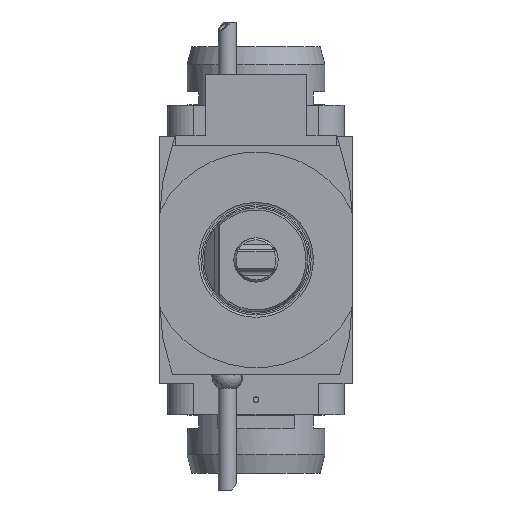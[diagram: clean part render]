
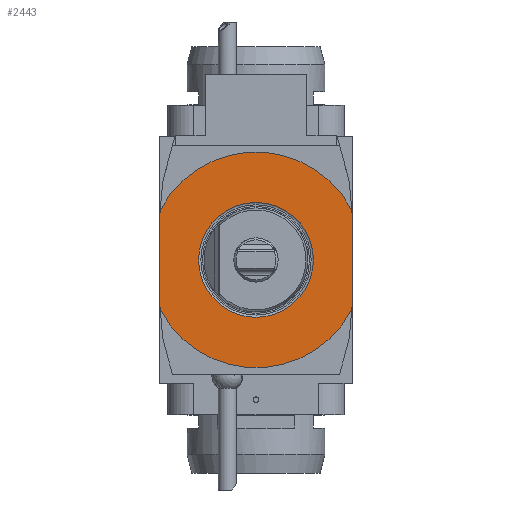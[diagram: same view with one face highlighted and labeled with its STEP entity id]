
A CAD part, front view. The second image highlights one B-rep face of the part: STEP entity #2443.
In plain terms, the highlighted planar face has unit normal (0, -1, 0).
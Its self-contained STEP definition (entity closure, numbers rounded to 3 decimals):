
#156 = AXIS2_PLACEMENT_3D ( 'NONE', #21709, #3426, #9033 ) ;
#356 = VERTEX_POINT ( 'NONE', #1089 ) ;
#963 = VECTOR ( 'NONE', #7154, 1000. ) ;
#1042 = CARTESIAN_POINT ( 'NONE',  ( 37., -100., 17.21 ) ) ;
#1070 = EDGE_CURVE ( 'NONE', #13067, #19523, #8543, .T. ) ;
#1089 = CARTESIAN_POINT ( 'NONE',  ( -37., -100., -17.21 ) ) ;
#1263 = DIRECTION ( 'NONE',  ( 0.087, 0., -0.996 ) ) ;
#1706 = CARTESIAN_POINT ( 'NONE',  ( 0., -100., 22.095 ) ) ;
#2104 = CARTESIAN_POINT ( 'NONE',  ( 0., -100., 0. ) ) ;
#2443 = ADVANCED_FACE ( 'Defeature completata1_128', ( #12352, #19705 ), #14249, .F. ) ;
#2833 = CARTESIAN_POINT ( 'NONE',  ( 35.867, -100., 30.155 ) ) ;
#3203 = EDGE_CURVE ( 'NONE', #23127, #356, #18495, .T. ) ;
#3246 = VERTEX_POINT ( 'NONE', #20428 ) ;
#3426 = DIRECTION ( 'NONE',  ( 0., 1., 0. ) ) ;
#3464 = EDGE_CURVE ( 'NONE', #3246, #23127, #18068, .T. ) ;
#3977 = AXIS2_PLACEMENT_3D ( 'NONE', #8740, #5409, #18290 ) ;
#4194 = EDGE_CURVE ( 'NONE', #19523, #10104, #12381, .T. ) ;
#4600 = LINE ( 'NONE', #22727, #20810 ) ;
#4949 = ORIENTED_EDGE ( 'NONE', *, *, #19870, .F. ) ;
#5409 = DIRECTION ( 'NONE',  ( 0., 1., 0. ) ) ;
#6076 = EDGE_LOOP ( 'NONE', ( #20007 ) ) ;
#6381 = DIRECTION ( 'NONE',  ( -0.087, 0., -0.996 ) ) ;
#6702 = CARTESIAN_POINT ( 'NONE',  ( -37., -100., 17.21 ) ) ;
#7006 = VECTOR ( 'NONE', #1263, 1000. ) ;
#7154 = DIRECTION ( 'NONE',  ( 0., 0., -1. ) ) ;
#7327 = DIRECTION ( 'NONE',  ( 0., -1., 0. ) ) ;
#7459 = ORIENTED_EDGE ( 'NONE', *, *, #4194, .F. ) ;
#7831 = CARTESIAN_POINT ( 'NONE',  ( 37., -100., -17.21 ) ) ;
#7946 = ORIENTED_EDGE ( 'NONE', *, *, #3203, .F. ) ;
#7984 = CARTESIAN_POINT ( 'NONE',  ( -37., -100., 0. ) ) ;
#8129 = LINE ( 'NONE', #22345, #14833 ) ;
#8295 = ORIENTED_EDGE ( 'NONE', *, *, #1070, .F. ) ;
#8543 = LINE ( 'NONE', #2833, #7006 ) ;
#8550 = ORIENTED_EDGE ( 'NONE', *, *, #16611, .T. ) ;
#8556 = ORIENTED_EDGE ( 'NONE', *, *, #3464, .F. ) ;
#8740 = CARTESIAN_POINT ( 'NONE',  ( 0., -100., 0. ) ) ;
#9033 = DIRECTION ( 'NONE',  ( 0., 0., 1. ) ) ;
#9069 = CARTESIAN_POINT ( 'NONE',  ( 37., -100., 0. ) ) ;
#9487 = EDGE_CURVE ( 'NONE', #3246, #10104, #8129, .T. ) ;
#9535 = DIRECTION ( 'NONE',  ( -0.087, 0., 0.996 ) ) ;
#9670 = EDGE_CURVE ( 'NONE', #12348, #356, #20665, .T. ) ;
#10020 = DIRECTION ( 'NONE',  ( 0.087, 0., 0.996 ) ) ;
#10104 = VERTEX_POINT ( 'NONE', #7831 ) ;
#10208 = ORIENTED_EDGE ( 'NONE', *, *, #9670, .T. ) ;
#10288 = VECTOR ( 'NONE', #15203, 1000. ) ;
#10340 = AXIS2_PLACEMENT_3D ( 'NONE', #2104, #7327, #16736 ) ;
#10430 = CIRCLE ( 'NONE', #3977, 41.5 ) ;
#10564 = CARTESIAN_POINT ( 'NONE',  ( 0., -100., 0. ) ) ;
#10715 = EDGE_CURVE ( 'NONE', #14315, #14315, #13378, .T. ) ;
#11596 = AXIS2_PLACEMENT_3D ( 'NONE', #10564, #23218, #12590 ) ;
#12298 = VECTOR ( 'NONE', #9535, 1000. ) ;
#12348 = VERTEX_POINT ( 'NONE', #6702 ) ;
#12352 = FACE_OUTER_BOUND ( 'NONE', #15550, .T. ) ;
#12381 = LINE ( 'NONE', #9069, #963 ) ;
#12590 = DIRECTION ( 'NONE',  ( 0., 0., 1. ) ) ;
#13067 = VERTEX_POINT ( 'NONE', #16943 ) ;
#13378 = CIRCLE ( 'NONE', #10340, 22.095 ) ;
#14003 = ORIENTED_EDGE ( 'NONE', *, *, #9487, .T. ) ;
#14249 = PLANE ( 'NONE',  #156 ) ;
#14315 = VERTEX_POINT ( 'NONE', #1706 ) ;
#14833 = VECTOR ( 'NONE', #10020, 1000. ) ;
#15203 = DIRECTION ( 'NONE',  ( 0., 0., -1. ) ) ;
#15550 = EDGE_LOOP ( 'NONE', ( #8295, #4949, #8550, #10208, #7946, #8556, #14003, #7459 ) ) ;
#16611 = EDGE_CURVE ( 'NONE', #22454, #12348, #4600, .T. ) ;
#16736 = DIRECTION ( 'NONE',  ( 0., 0., 1. ) ) ;
#16793 = CARTESIAN_POINT ( 'NONE',  ( -38.213, -100., -3.343 ) ) ;
#16943 = CARTESIAN_POINT ( 'NONE',  ( 36.833, -100., 19.12 ) ) ;
#18068 = CIRCLE ( 'NONE', #11596, 41.5 ) ;
#18290 = DIRECTION ( 'NONE',  ( 0., 0., 1. ) ) ;
#18495 = LINE ( 'NONE', #16793, #12298 ) ;
#19523 = VERTEX_POINT ( 'NONE', #1042 ) ;
#19705 = FACE_BOUND ( 'NONE', #6076, .T. ) ;
#19870 = EDGE_CURVE ( 'NONE', #22454, #13067, #10430, .T. ) ;
#20007 = ORIENTED_EDGE ( 'NONE', *, *, #10715, .F. ) ;
#20428 = CARTESIAN_POINT ( 'NONE',  ( 36.833, -100., -19.12 ) ) ;
#20665 = LINE ( 'NONE', #7984, #10288 ) ;
#20810 = VECTOR ( 'NONE', #6381, 1000. ) ;
#21709 = CARTESIAN_POINT ( 'NONE',  ( 0., -100., -22.15 ) ) ;
#22345 = CARTESIAN_POINT ( 'NONE',  ( 35.867, -100., -30.155 ) ) ;
#22454 = VERTEX_POINT ( 'NONE', #22473 ) ;
#22473 = CARTESIAN_POINT ( 'NONE',  ( -36.833, -100., 19.12 ) ) ;
#22727 = CARTESIAN_POINT ( 'NONE',  ( -38.213, -100., 3.343 ) ) ;
#22984 = CARTESIAN_POINT ( 'NONE',  ( -36.833, -100., -19.12 ) ) ;
#23127 = VERTEX_POINT ( 'NONE', #22984 ) ;
#23218 = DIRECTION ( 'NONE',  ( 0., 1., 0. ) ) ;
